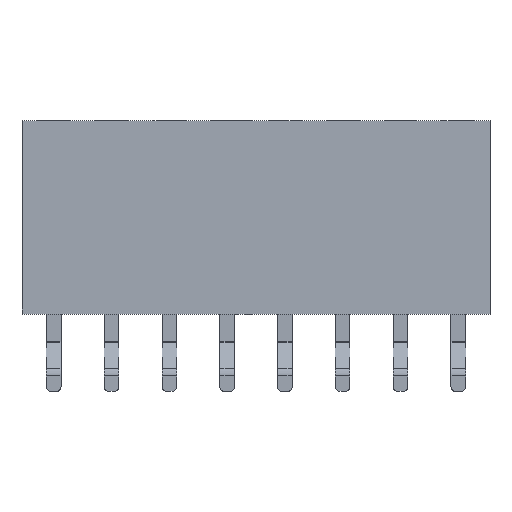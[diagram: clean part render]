
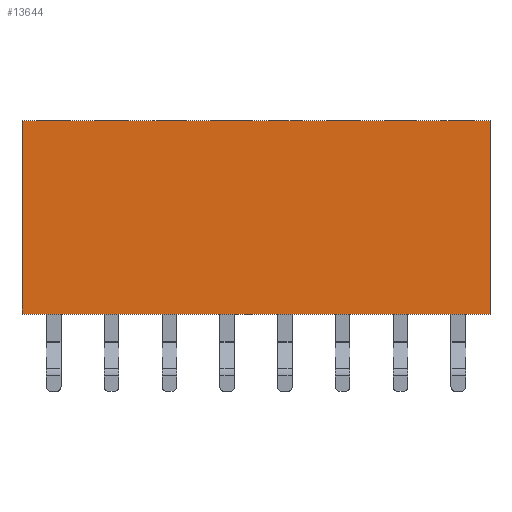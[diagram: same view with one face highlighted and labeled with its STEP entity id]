
A CAD part, top view. The second image highlights one B-rep face of the part: STEP entity #13644.
In plain terms, the highlighted planar face has unit normal (0, 0, 1).
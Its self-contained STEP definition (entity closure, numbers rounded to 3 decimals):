
#703 = DIRECTION ( 'NONE',  ( -1., 0., 0. ) ) ;
#1280 = LINE ( 'NONE', #4704, #4963 ) ;
#1892 = PLANE ( 'NONE',  #14888 ) ;
#1954 = ORIENTED_EDGE ( 'NONE', *, *, #6937, .F. ) ;
#2189 = LINE ( 'NONE', #5152, #12147 ) ;
#2538 = CARTESIAN_POINT ( 'NONE',  ( -10.285, 0., 1.325 ) ) ;
#2621 = DIRECTION ( 'NONE',  ( 0., -1., 0. ) ) ;
#2823 = ORIENTED_EDGE ( 'NONE', *, *, #8605, .T. ) ;
#3765 = EDGE_CURVE ( 'NONE', #13086, #14854, #1280, .T. ) ;
#3910 = DIRECTION ( 'NONE',  ( 0., -1., 0. ) ) ;
#3912 = EDGE_CURVE ( 'NONE', #13924, #9414, #2189, .T. ) ;
#4241 = FACE_OUTER_BOUND ( 'NONE', #9248, .T. ) ;
#4704 = CARTESIAN_POINT ( 'NONE',  ( 10.285, 0., 1.325 ) ) ;
#4823 = ORIENTED_EDGE ( 'NONE', *, *, #3912, .F. ) ;
#4963 = VECTOR ( 'NONE', #11812, 1000. ) ;
#5152 = CARTESIAN_POINT ( 'NONE',  ( 10.285, 8.5, 1.325 ) ) ;
#5713 = VECTOR ( 'NONE', #3910, 1000. ) ;
#6130 = DIRECTION ( 'NONE',  ( 1., 0., 0. ) ) ;
#6328 = CARTESIAN_POINT ( 'NONE',  ( -10.285, 8.5, 1.325 ) ) ;
#6620 = DIRECTION ( 'NONE',  ( 0., 0., -1. ) ) ;
#6937 = EDGE_CURVE ( 'NONE', #9414, #14854, #7554, .T. ) ;
#7554 = LINE ( 'NONE', #12296, #5713 ) ;
#8605 = EDGE_CURVE ( 'NONE', #13924, #13086, #11881, .T. ) ;
#9013 = CARTESIAN_POINT ( 'NONE',  ( 10.285, 8.5, 1.325 ) ) ;
#9248 = EDGE_LOOP ( 'NONE', ( #13612, #1954, #4823, #2823 ) ) ;
#9275 = CARTESIAN_POINT ( 'NONE',  ( -10.285, 8.5, 1.325 ) ) ;
#9414 = VERTEX_POINT ( 'NONE', #9013 ) ;
#11812 = DIRECTION ( 'NONE',  ( 1., 0., 0. ) ) ;
#11881 = LINE ( 'NONE', #6328, #14811 ) ;
#12147 = VECTOR ( 'NONE', #6130, 1000. ) ;
#12296 = CARTESIAN_POINT ( 'NONE',  ( 10.285, 8.5, 1.325 ) ) ;
#12404 = CARTESIAN_POINT ( 'NONE',  ( 10.285, 8.5, 1.325 ) ) ;
#13086 = VERTEX_POINT ( 'NONE', #2538 ) ;
#13612 = ORIENTED_EDGE ( 'NONE', *, *, #3765, .T. ) ;
#13644 = ADVANCED_FACE ( 'NONE', ( #4241 ), #1892, .F. ) ;
#13924 = VERTEX_POINT ( 'NONE', #9275 ) ;
#14775 = CARTESIAN_POINT ( 'NONE',  ( 10.285, 0., 1.325 ) ) ;
#14811 = VECTOR ( 'NONE', #2621, 1000. ) ;
#14854 = VERTEX_POINT ( 'NONE', #14775 ) ;
#14888 = AXIS2_PLACEMENT_3D ( 'NONE', #12404, #6620, #703 ) ;
